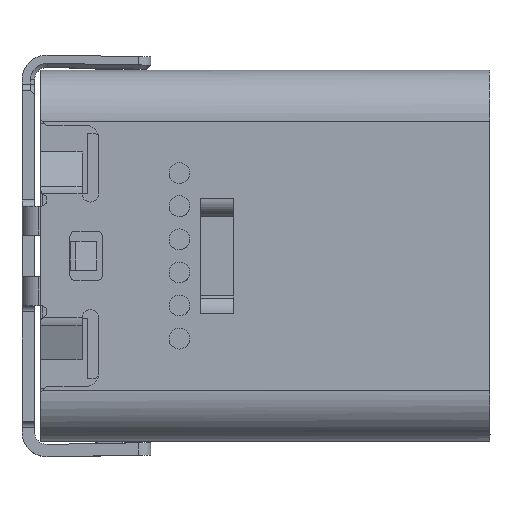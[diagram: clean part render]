
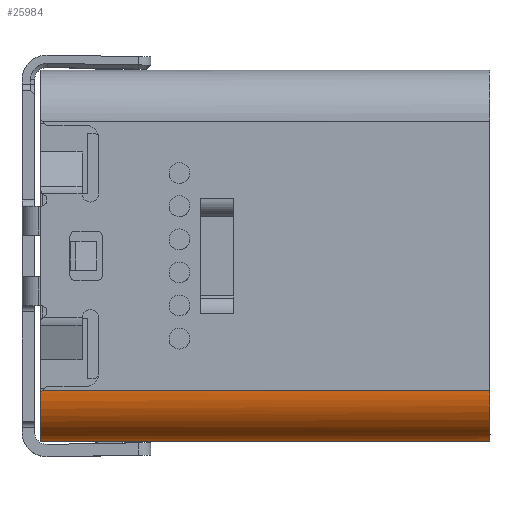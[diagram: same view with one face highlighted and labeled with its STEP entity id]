
A CAD part, top view. The second image highlights one B-rep face of the part: STEP entity #25984.
In plain terms, the highlighted cylindrical face has radius 1.23 mm (diameter 2.46 mm), a partial arc.
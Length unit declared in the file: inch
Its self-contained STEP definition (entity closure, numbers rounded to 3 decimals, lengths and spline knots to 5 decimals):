
#409 = CARTESIAN_POINT ( 'NONE',  ( -0.18307, -0.15369, 0.05652 ) ) ;
#703 = DIRECTION ( 'NONE',  ( 1., 0., 0. ) ) ;
#1709 = CYLINDRICAL_SURFACE ( 'NONE', #32409, 0.04843 ) ;
#2287 = CARTESIAN_POINT ( 'NONE',  ( 0.24409, -0.16219, 0.04802 ) ) ;
#3264 = CARTESIAN_POINT ( 'NONE',  ( 0.24409, -0.16219, 0.04802 ) ) ;
#5520 = EDGE_CURVE ( 'NONE', #6317, #35886, #8330, .T. ) ;
#5723 = EDGE_CURVE ( 'NONE', #6317, #8038, #22028, .T. ) ;
#6317 = VERTEX_POINT ( 'NONE', #12279 ) ;
#6501 = CARTESIAN_POINT ( 'NONE',  ( 0.24409, -0.17027, 0.03817 ) ) ;
#7481 = VERTEX_POINT ( 'NONE', #35091 ) ;
#7771 = ORIENTED_EDGE ( 'NONE', *, *, #8726, .T. ) ;
#8038 = VERTEX_POINT ( 'NONE', #37993 ) ;
#8215 = B_SPLINE_CURVE_WITH_KNOTS ( 'NONE', 3,
 ( #43236, #44354, #409, #23179 ),
 .UNSPECIFIED., .F., .F.,
 ( 4, 4 ),
 ( 0., 1. ),
 .UNSPECIFIED. ) ;
#8330 = B_SPLINE_CURVE_WITH_KNOTS ( 'NONE', 3,
 ( #8805, #50686, #38276, #42661 ),
 .UNSPECIFIED., .F., .F.,
 ( 4, 4 ),
 ( 0., 1. ),
 .UNSPECIFIED. ) ;
#8390 = EDGE_CURVE ( 'NONE', #49422, #7481, #21152, .T. ) ;
#8726 = EDGE_CURVE ( 'NONE', #23532, #40524, #24474, .T. ) ;
#8805 = CARTESIAN_POINT ( 'NONE',  ( -0.1811, -0.12795, 0.0622 ) ) ;
#10379 = CARTESIAN_POINT ( 'NONE',  ( 0.24409, -0.16219, 0.04802 ) ) ;
#10735 = VECTOR ( 'NONE', #703, 39.37008 ) ;
#10737 = CARTESIAN_POINT ( 'NONE',  ( 0.24409, -0.14063, 0.06094 ) ) ;
#10983 = CARTESIAN_POINT ( 'NONE',  ( -0.18307, -0.17635, 0.01583 ) ) ;
#11197 = ORIENTED_EDGE ( 'NONE', *, *, #8390, .T. ) ;
#11511 = CARTESIAN_POINT ( 'NONE',  ( -0.18307, -0.12992, 0.06216 ) ) ;
#11699 = EDGE_LOOP ( 'NONE', ( #23342, #34582, #20862, #14800, #11197, #12374, #7771, #20677 ) ) ;
#12279 = CARTESIAN_POINT ( 'NONE',  ( -0.1811, -0.12795, 0.0622 ) ) ;
#12374 = ORIENTED_EDGE ( 'NONE', *, *, #29984, .T. ) ;
#13179 = B_SPLINE_CURVE_WITH_KNOTS ( 'NONE', 3,
 ( #3264, #28620, #36055, #10737, #52853, #27531 ),
 .UNSPECIFIED., .F., .F.,
 ( 4, 2, 4 ),
 ( 0., 0.5, 1. ),
 .UNSPECIFIED. ) ;
#13987 = VECTOR ( 'NONE', #26695, 39.37008 ) ;
#14640 = CARTESIAN_POINT ( 'NONE',  ( 0.03051, -0.12795, 0.01378 ) ) ;
#14687 = VERTEX_POINT ( 'NONE', #26624 ) ;
#14800 = ORIENTED_EDGE ( 'NONE', *, *, #54473, .T. ) ;
#14907 = DIRECTION ( 'NONE',  ( 1., 0., 0. ) ) ;
#15102 = CARTESIAN_POINT ( 'NONE',  ( -0.18307, -0.17628, 0.01693 ) ) ;
#17556 = CARTESIAN_POINT ( 'NONE',  ( 0.24409, -0.17638, 0.01378 ) ) ;
#17899 = CARTESIAN_POINT ( 'NONE',  ( 0., -0.12795, 0.0622 ) ) ;
#20677 = ORIENTED_EDGE ( 'NONE', *, *, #20707, .T. ) ;
#20707 = EDGE_CURVE ( 'NONE', #40524, #8038, #13179, .T. ) ;
#20862 = ORIENTED_EDGE ( 'NONE', *, *, #31723, .T. ) ;
#21152 = B_SPLINE_CURVE_WITH_KNOTS ( 'NONE', 3,
 ( #15102, #10983, #23919, #27776 ),
 .UNSPECIFIED., .F., .F.,
 ( 4, 4 ),
 ( 0., 1. ),
 .UNSPECIFIED. ) ;
#21892 = LINE ( 'NONE', #30966, #10735 ) ;
#22028 = LINE ( 'NONE', #17899, #13987 ) ;
#23179 = CARTESIAN_POINT ( 'NONE',  ( -0.18307, -0.16219, 0.04802 ) ) ;
#23342 = ORIENTED_EDGE ( 'NONE', *, *, #5723, .F. ) ;
#23532 = VERTEX_POINT ( 'NONE', #17556 ) ;
#23768 = CARTESIAN_POINT ( 'NONE',  ( -0.18307, -0.17628, 0.01693 ) ) ;
#23919 = CARTESIAN_POINT ( 'NONE',  ( -0.18285, -0.17638, 0.01478 ) ) ;
#24474 = B_SPLINE_CURVE_WITH_KNOTS ( 'NONE', 3,
 ( #40364, #44232, #53037, #6501, #48648, #10379 ),
 .UNSPECIFIED., .F., .F.,
 ( 4, 2, 4 ),
 ( 0., 0.5, 1. ),
 .UNSPECIFIED. ) ;
#25984 = ADVANCED_FACE ( 'NONE', ( #35849 ), #1709, .T. ) ;
#26624 = CARTESIAN_POINT ( 'NONE',  ( -0.18307, -0.16219, 0.04802 ) ) ;
#26695 = DIRECTION ( 'NONE',  ( 1., 0., 0. ) ) ;
#27531 = CARTESIAN_POINT ( 'NONE',  ( 0.24409, -0.12795, 0.0622 ) ) ;
#27776 = CARTESIAN_POINT ( 'NONE',  ( -0.18241, -0.17638, 0.01378 ) ) ;
#28620 = CARTESIAN_POINT ( 'NONE',  ( 0.24409, -0.15771, 0.0525 ) ) ;
#29271 = B_SPLINE_CURVE_WITH_KNOTS ( 'NONE', 3,
 ( #50624, #29670, #38956, #46469 ),
 .UNSPECIFIED., .F., .F.,
 ( 4, 4 ),
 ( 0., 1. ),
 .UNSPECIFIED. ) ;
#29670 = CARTESIAN_POINT ( 'NONE',  ( -0.18307, -0.17042, 0.0398 ) ) ;
#29984 = EDGE_CURVE ( 'NONE', #7481, #23532, #21892, .T. ) ;
#30966 = CARTESIAN_POINT ( 'NONE',  ( 0.03051, -0.17638, 0.01378 ) ) ;
#31712 = DIRECTION ( 'NONE',  ( 0., 0., -1. ) ) ;
#31723 = EDGE_CURVE ( 'NONE', #35886, #14687, #8215, .T. ) ;
#32409 = AXIS2_PLACEMENT_3D ( 'NONE', #14640, #14907, #31712 ) ;
#34582 = ORIENTED_EDGE ( 'NONE', *, *, #5520, .T. ) ;
#35091 = CARTESIAN_POINT ( 'NONE',  ( -0.18241, -0.17638, 0.01378 ) ) ;
#35849 = FACE_OUTER_BOUND ( 'NONE', #11699, .T. ) ;
#35886 = VERTEX_POINT ( 'NONE', #11511 ) ;
#36055 = CARTESIAN_POINT ( 'NONE',  ( 0.24409, -0.15234, 0.05609 ) ) ;
#37993 = CARTESIAN_POINT ( 'NONE',  ( 0.24409, -0.12795, 0.0622 ) ) ;
#38276 = CARTESIAN_POINT ( 'NONE',  ( -0.18241, -0.12927, 0.06219 ) ) ;
#38956 = CARTESIAN_POINT ( 'NONE',  ( -0.18307, -0.17552, 0.02853 ) ) ;
#40364 = CARTESIAN_POINT ( 'NONE',  ( 0.24409, -0.17638, 0.01378 ) ) ;
#40524 = VERTEX_POINT ( 'NONE', #2287 ) ;
#42661 = CARTESIAN_POINT ( 'NONE',  ( -0.18307, -0.12992, 0.06216 ) ) ;
#43236 = CARTESIAN_POINT ( 'NONE',  ( -0.18307, -0.12992, 0.06216 ) ) ;
#44232 = CARTESIAN_POINT ( 'NONE',  ( 0.24409, -0.17638, 0.02012 ) ) ;
#44354 = CARTESIAN_POINT ( 'NONE',  ( -0.18307, -0.14193, 0.06168 ) ) ;
#46469 = CARTESIAN_POINT ( 'NONE',  ( -0.18307, -0.17628, 0.01693 ) ) ;
#48648 = CARTESIAN_POINT ( 'NONE',  ( 0.24409, -0.16668, 0.04354 ) ) ;
#49422 = VERTEX_POINT ( 'NONE', #23768 ) ;
#50624 = CARTESIAN_POINT ( 'NONE',  ( -0.18307, -0.16219, 0.04802 ) ) ;
#50686 = CARTESIAN_POINT ( 'NONE',  ( -0.18176, -0.12861, 0.0622 ) ) ;
#52853 = CARTESIAN_POINT ( 'NONE',  ( 0.24409, -0.13429, 0.0622 ) ) ;
#53037 = CARTESIAN_POINT ( 'NONE',  ( 0.24409, -0.17512, 0.02645 ) ) ;
#54473 = EDGE_CURVE ( 'NONE', #14687, #49422, #29271, .T. ) ;
